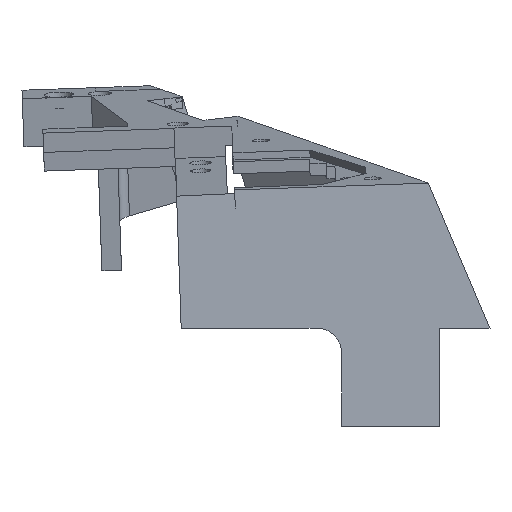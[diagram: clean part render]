
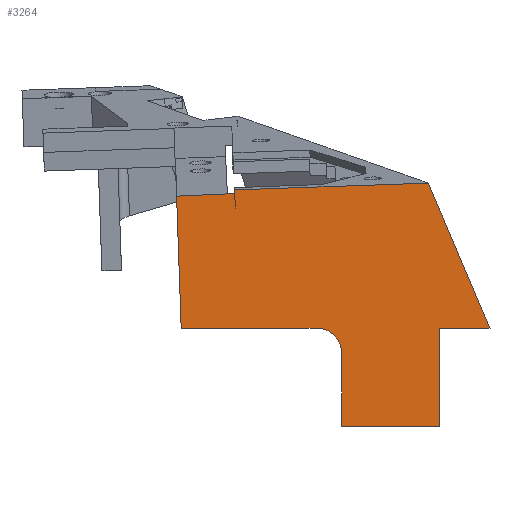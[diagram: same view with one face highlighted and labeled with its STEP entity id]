
A CAD part, left-side view. The second image highlights one B-rep face of the part: STEP entity #3264.
In plain terms, the highlighted planar face has unit normal (-1, 0, 0).
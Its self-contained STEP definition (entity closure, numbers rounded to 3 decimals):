
#165=CIRCLE('',#3487,6.35);
#304=FACE_OUTER_BOUND('',#490,.T.);
#490=EDGE_LOOP('',(#2734,#2735,#2736,#2737,#2738,#2739,#2740,#2741,#2742,
#2743,#2744));
#609=LINE('',#4618,#981);
#668=LINE('',#4751,#1040);
#726=LINE('',#4884,#1098);
#800=LINE('',#5093,#1172);
#829=LINE('',#5205,#1201);
#833=LINE('',#5213,#1205);
#834=LINE('',#5215,#1206);
#855=LINE('',#5261,#1227);
#856=LINE('',#5263,#1228);
#857=LINE('',#5264,#1229);
#981=VECTOR('',#3680,110.695);
#1040=VECTOR('',#3791,40.811);
#1098=VECTOR('',#3891,10.);
#1172=VECTOR('',#4063,10.);
#1201=VECTOR('',#4174,19.05);
#1205=VECTOR('',#4184,55.193);
#1206=VECTOR('',#4187,10.);
#1227=VECTOR('',#4246,25.4);
#1228=VECTOR('',#4247,25.4);
#1229=VECTOR('',#4248,13.038);
#1350=VERTEX_POINT('',#4615);
#1351=VERTEX_POINT('',#4617);
#1399=VERTEX_POINT('',#4750);
#1449=VERTEX_POINT('',#4875);
#1453=VERTEX_POINT('',#4882);
#1518=VERTEX_POINT('',#5091);
#1543=VERTEX_POINT('',#5203);
#1544=VERTEX_POINT('',#5204);
#1545=VERTEX_POINT('',#5209);
#1551=VERTEX_POINT('',#5260);
#1552=VERTEX_POINT('',#5262);
#1664=EDGE_CURVE('',#1350,#1351,#609,.T.);
#1731=EDGE_CURVE('',#1399,#1351,#668,.T.);
#1798=EDGE_CURVE('',#1453,#1449,#726,.T.);
#1893=EDGE_CURVE('',#1350,#1518,#800,.T.);
#1943=EDGE_CURVE('',#1543,#1544,#829,.T.);
#1946=EDGE_CURVE('',#1545,#1543,#165,.T.);
#1948=EDGE_CURVE('',#1545,#1453,#833,.T.);
#1949=EDGE_CURVE('',#1518,#1449,#834,.T.);
#1971=EDGE_CURVE('',#1551,#1544,#855,.T.);
#1972=EDGE_CURVE('',#1551,#1552,#856,.T.);
#1973=EDGE_CURVE('',#1399,#1552,#857,.T.);
#2734=ORIENTED_EDGE('',*,*,#1949,.T.);
#2735=ORIENTED_EDGE('',*,*,#1798,.F.);
#2736=ORIENTED_EDGE('',*,*,#1948,.F.);
#2737=ORIENTED_EDGE('',*,*,#1946,.T.);
#2738=ORIENTED_EDGE('',*,*,#1943,.T.);
#2739=ORIENTED_EDGE('',*,*,#1971,.F.);
#2740=ORIENTED_EDGE('',*,*,#1972,.T.);
#2741=ORIENTED_EDGE('',*,*,#1973,.F.);
#2742=ORIENTED_EDGE('',*,*,#1731,.T.);
#2743=ORIENTED_EDGE('',*,*,#1664,.F.);
#2744=ORIENTED_EDGE('',*,*,#1893,.T.);
#3120=PLANE('',#3508);
#3264=ADVANCED_FACE('',(#304),#3120,.F.);
#3487=AXIS2_PLACEMENT_3D('',#5210,#4179,#4180);
#3508=AXIS2_PLACEMENT_3D('',#5259,#4244,#4245);
#3680=DIRECTION('',(0.,-0.999,0.035));
#3791=DIRECTION('',(0.,0.391,0.921));
#3891=DIRECTION('',(0.,0.035,0.999));
#4063=DIRECTION('',(0.,-0.035,-0.999));
#4174=DIRECTION('',(0.,0.,-1.));
#4179=DIRECTION('center_axis',(1.,0.,0.));
#4180=DIRECTION('ref_axis',(0.,0.,-1.));
#4184=DIRECTION('',(0.,1.,0.));
#4187=DIRECTION('',(0.,0.999,-0.044));
#4244=DIRECTION('center_axis',(1.,0.,0.));
#4245=DIRECTION('ref_axis',(0.,0.,-1.));
#4246=DIRECTION('',(0.,1.,0.));
#4247=DIRECTION('',(0.,0.,1.));
#4248=DIRECTION('',(0.,1.,0.));
#4615=CARTESIAN_POINT('',(273.05,6008.119,3012.976));
#4617=CARTESIAN_POINT('',(273.05,5957.938,3014.729));
#4618=CARTESIAN_POINT('',(273.05,6068.566,3010.866));
#4750=CARTESIAN_POINT('',(273.05,5941.992,2977.162));
#4751=CARTESIAN_POINT('',(273.05,5941.992,2977.162));
#4875=CARTESIAN_POINT('',(273.05,6023.155,3011.355));
#4882=CARTESIAN_POINT('',(273.05,6021.961,2977.162));
#4884=CARTESIAN_POINT('',(273.05,6020.491,2935.051));
#5091=CARTESIAN_POINT('',(273.05,6008.085,3012.019));
#5093=CARTESIAN_POINT('',(273.05,6006.038,2953.872));
#5203=CARTESIAN_POINT('',(273.05,5980.43,2970.812));
#5204=CARTESIAN_POINT('',(273.05,5980.43,2951.762));
#5205=CARTESIAN_POINT('',(273.05,5980.43,2970.812));
#5209=CARTESIAN_POINT('',(273.05,5986.78,2977.162));
#5210=CARTESIAN_POINT('Origin',(273.05,5986.78,2970.812));
#5213=CARTESIAN_POINT('',(273.05,5986.78,2977.162));
#5215=CARTESIAN_POINT('',(273.05,6176.103,3004.606));
#5259=CARTESIAN_POINT('Origin',(273.05,6323.297,2866.963));
#5260=CARTESIAN_POINT('',(273.05,5955.03,2951.762));
#5261=CARTESIAN_POINT('',(273.05,5955.03,2951.762));
#5262=CARTESIAN_POINT('',(273.05,5955.03,2977.162));
#5263=CARTESIAN_POINT('',(273.05,5955.03,2951.762));
#5264=CARTESIAN_POINT('',(273.05,5941.992,2977.162));
